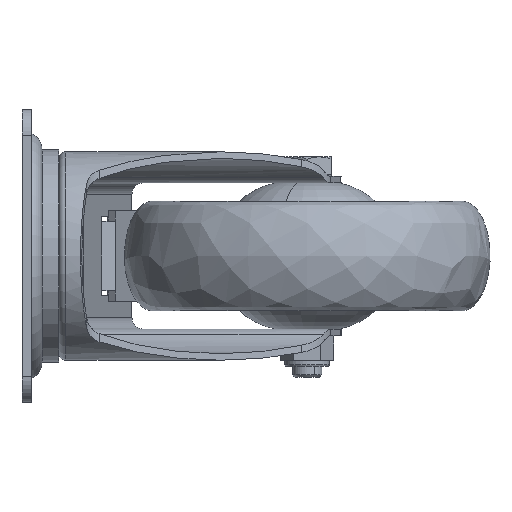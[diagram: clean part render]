
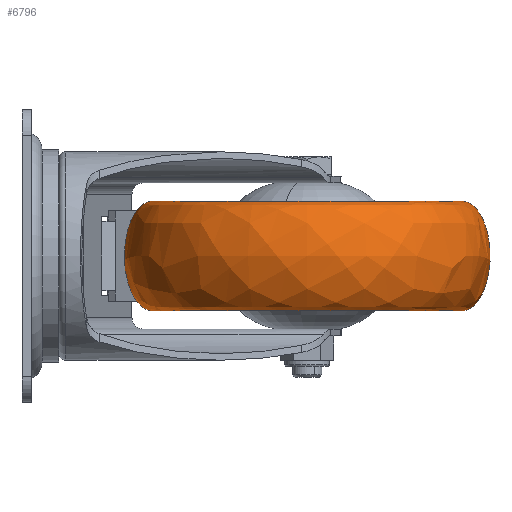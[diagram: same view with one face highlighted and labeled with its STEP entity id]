
A CAD part, left-side view. The second image highlights one B-rep face of the part: STEP entity #6796.
In plain terms, the highlighted free-form (B-spline) face has degree [3, 3] with [4, 4] control points.
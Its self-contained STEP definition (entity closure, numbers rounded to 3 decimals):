
#25 = CARTESIAN_POINT ( 'NONE',  ( 15.949, 2.41, -15. ) ) ;
#160 = CARTESIAN_POINT ( 'NONE',  ( 15.949, 17.91, -15. ) ) ;
#191 = CARTESIAN_POINT ( 'NONE',  ( 15.949, -82.09, 15. ) ) ;
#870 = CARTESIAN_POINT ( 'NONE',  ( 15.949, -82.09, -15. ) ) ;
#1135 = CARTESIAN_POINT ( 'NONE',  ( 15.949, -97.59, 15. ) ) ;
#1255 = EDGE_CURVE ( 'NONE', #10068, #11357, #13370, .T. ) ;
#1308 = CARTESIAN_POINT ( 'NONE',  ( -68.551, 2.41, 15. ) ) ;
#1435 = CARTESIAN_POINT ( 'NONE',  ( 15.949, 17.91, -15. ) ) ;
#1590 =( BOUNDED_SURFACE ( )  B_SPLINE_SURFACE ( 3, 3, ( 
 ( #4596, #10276, #1308, #7924 ),
 ( #12274, #6838, #10133, #3639 ),
 ( #2332, #5517, #5737, #160 ),
 ( #12409, #13344, #2467, #25 ) ),
 .UNSPECIFIED., .F., .F., .F. ) 
 B_SPLINE_SURFACE_WITH_KNOTS ( ( 4, 4 ),
 ( 4, 4 ),
 ( 0., 1. ),
 ( 0., 1. ),
 .UNSPECIFIED. ) 
 GEOMETRIC_REPRESENTATION_ITEM ( )  RATIONAL_B_SPLINE_SURFACE ( (
 ( 1., 0.333, 0.333, 1.),
 ( 0.333, 0.111, 0.111, 0.333),
 ( 0.333, 0.111, 0.111, 0.333),
 ( 1., 0.333, 0.333, 1.) ) ) 
 REPRESENTATION_ITEM ( '' )  SURFACE ( )  );
#2303 = CARTESIAN_POINT ( 'NONE',  ( 15.949, -82.09, -15. ) ) ;
#2332 = CARTESIAN_POINT ( 'NONE',  ( 15.949, -97.59, -15. ) ) ;
#2467 = CARTESIAN_POINT ( 'NONE',  ( -68.551, 2.41, -15. ) ) ;
#2504 = CARTESIAN_POINT ( 'NONE',  ( 15.949, -82.09, 15. ) ) ;
#3574 = DIRECTION ( 'NONE',  ( 0., 1., 0. ) ) ;
#3639 = CARTESIAN_POINT ( 'NONE',  ( 15.949, 17.91, 15. ) ) ;
#3972 = VERTEX_POINT ( 'NONE', #4142 ) ;
#4142 = CARTESIAN_POINT ( 'NONE',  ( 15.949, 2.41, 15. ) ) ;
#4263 = ORIENTED_EDGE ( 'NONE', *, *, #12615, .T. ) ;
#4596 = CARTESIAN_POINT ( 'NONE',  ( 15.949, -82.09, 15. ) ) ;
#4740 = DIRECTION ( 'NONE',  ( 0., 0., -1. ) ) ;
#4861 = CARTESIAN_POINT ( 'NONE',  ( 15.949, 2.41, 15. ) ) ;
#5517 = CARTESIAN_POINT ( 'NONE',  ( -99.551, -97.59, -15. ) ) ;
#5737 = CARTESIAN_POINT ( 'NONE',  ( -99.551, 17.91, -15. ) ) ;
#6271 = VERTEX_POINT ( 'NONE', #191 ) ;
#6591 =( BOUNDED_CURVE ( )  B_SPLINE_CURVE ( 3, ( #4861, #7262, #1435, #12531 ),
 .UNSPECIFIED., .F., .T. ) 
 B_SPLINE_CURVE_WITH_KNOTS ( ( 4, 4 ),
 ( 0., 3.142 ),
 .UNSPECIFIED. ) 
 CURVE ( )  GEOMETRIC_REPRESENTATION_ITEM ( )  RATIONAL_B_SPLINE_CURVE ( ( 1., 0.333, 0.333, 1. ) ) 
 REPRESENTATION_ITEM ( '' )  );
#6769 = CARTESIAN_POINT ( 'NONE',  ( 15.949, -39.84, 15. ) ) ;
#6796 = ADVANCED_FACE ( 'NONE', ( #11349 ), #1590, .F. ) ;
#6838 = CARTESIAN_POINT ( 'NONE',  ( -99.551, -97.59, 15. ) ) ;
#7017 = CIRCLE ( 'NONE', #11920, 42.25 ) ;
#7040 = EDGE_CURVE ( 'NONE', #3972, #11357, #6591, .T. ) ;
#7068 =( BOUNDED_CURVE ( )  B_SPLINE_CURVE ( 3, ( #2504, #1135, #11389, #2303 ),
 .UNSPECIFIED., .F., .F. ) 
 B_SPLINE_CURVE_WITH_KNOTS ( ( 4, 4 ),
 ( 0., 3.142 ),
 .UNSPECIFIED. ) 
 CURVE ( )  GEOMETRIC_REPRESENTATION_ITEM ( )  RATIONAL_B_SPLINE_CURVE ( ( 1., 0.333, 0.333, 1. ) ) 
 REPRESENTATION_ITEM ( '' )  );
#7147 = AXIS2_PLACEMENT_3D ( 'NONE', #7558, #7501, #10775 ) ;
#7262 = CARTESIAN_POINT ( 'NONE',  ( 15.949, 17.91, 15. ) ) ;
#7501 = DIRECTION ( 'NONE',  ( 0., 0., -1. ) ) ;
#7558 = CARTESIAN_POINT ( 'NONE',  ( 15.949, -39.84, -15. ) ) ;
#7698 = CARTESIAN_POINT ( 'NONE',  ( 15.949, 2.41, -15. ) ) ;
#7924 = CARTESIAN_POINT ( 'NONE',  ( 15.949, 2.41, 15. ) ) ;
#8000 = ORIENTED_EDGE ( 'NONE', *, *, #7040, .T. ) ;
#8114 = EDGE_CURVE ( 'NONE', #6271, #10068, #7068, .T. ) ;
#8247 = ORIENTED_EDGE ( 'NONE', *, *, #1255, .F. ) ;
#9141 = EDGE_LOOP ( 'NONE', ( #9144, #4263, #8000, #8247 ) ) ;
#9144 = ORIENTED_EDGE ( 'NONE', *, *, #8114, .F. ) ;
#10068 = VERTEX_POINT ( 'NONE', #870 ) ;
#10133 = CARTESIAN_POINT ( 'NONE',  ( -99.551, 17.91, 15. ) ) ;
#10276 = CARTESIAN_POINT ( 'NONE',  ( -68.551, -82.09, 15. ) ) ;
#10775 = DIRECTION ( 'NONE',  ( 0., 1., 0. ) ) ;
#11349 = FACE_OUTER_BOUND ( 'NONE', #9141, .T. ) ;
#11357 = VERTEX_POINT ( 'NONE', #7698 ) ;
#11389 = CARTESIAN_POINT ( 'NONE',  ( 15.949, -97.59, -15. ) ) ;
#11920 = AXIS2_PLACEMENT_3D ( 'NONE', #6769, #4740, #3574 ) ;
#12274 = CARTESIAN_POINT ( 'NONE',  ( 15.949, -97.59, 15. ) ) ;
#12409 = CARTESIAN_POINT ( 'NONE',  ( 15.949, -82.09, -15. ) ) ;
#12531 = CARTESIAN_POINT ( 'NONE',  ( 15.949, 2.41, -15. ) ) ;
#12615 = EDGE_CURVE ( 'NONE', #6271, #3972, #7017, .T. ) ;
#13344 = CARTESIAN_POINT ( 'NONE',  ( -68.551, -82.09, -15. ) ) ;
#13370 = CIRCLE ( 'NONE', #7147, 42.25 ) ;
